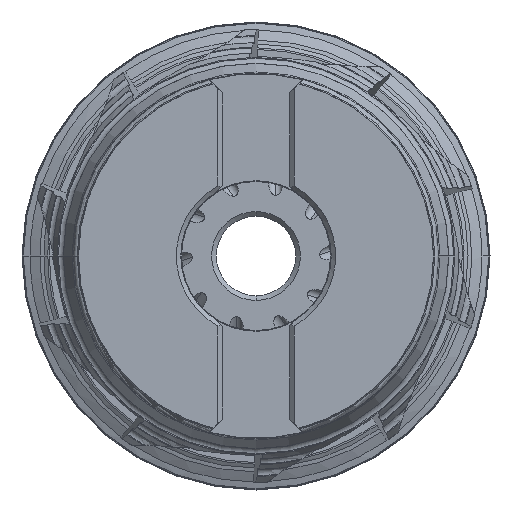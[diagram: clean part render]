
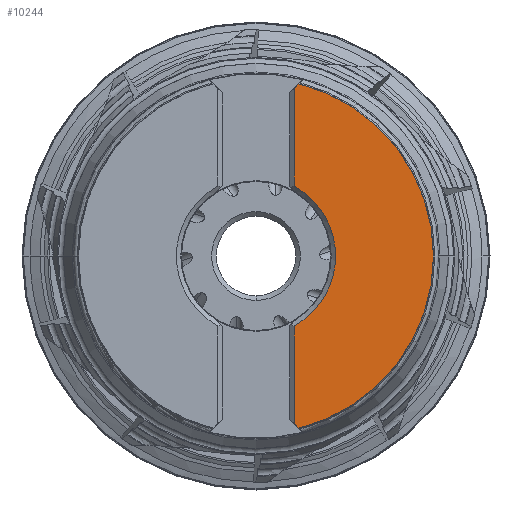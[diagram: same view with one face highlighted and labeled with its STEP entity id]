
A CAD part, left-side view. The second image highlights one B-rep face of the part: STEP entity #10244.
In plain terms, the highlighted planar face has unit normal (-1, 0, 0).
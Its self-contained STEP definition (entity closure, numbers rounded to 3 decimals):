
#192 = CARTESIAN_POINT ( 'NONE',  ( -49., -45., -51.168 ) ) ;
#269 = CIRCLE ( 'NONE', #17905, 17.025 ) ;
#336 = ORIENTED_EDGE ( 'NONE', *, *, #1440, .T. ) ;
#1061 = DIRECTION ( 'NONE',  ( 0., 0., -1. ) ) ;
#1173 = EDGE_CURVE ( 'NONE', #6859, #20744, #19571, .T. ) ;
#1361 = VERTEX_POINT ( 'NONE', #13976 ) ;
#1440 = EDGE_CURVE ( 'NONE', #12008, #1361, #3015, .T. ) ;
#2127 = EDGE_LOOP ( 'NONE', ( #336, #9342, #8101, #9156, #18215, #19578 ) ) ;
#2188 = LINE ( 'NONE', #7118, #17159 ) ;
#2792 = CARTESIAN_POINT ( 'NONE',  ( -49., -7.2, -34.853 ) ) ;
#3015 = CIRCLE ( 'NONE', #12710, 37.922 ) ;
#3128 = AXIS2_PLACEMENT_3D ( 'NONE', #192, #20807, #8963 ) ;
#3723 = VECTOR ( 'NONE', #7610, 1000. ) ;
#4033 = VERTEX_POINT ( 'NONE', #5842 ) ;
#4198 = VERTEX_POINT ( 'NONE', #10242 ) ;
#5337 = CARTESIAN_POINT ( 'NONE',  ( -49., -8.15, 14.948 ) ) ;
#5842 = CARTESIAN_POINT ( 'NONE',  ( -49., -8.15, -14.948 ) ) ;
#6859 = VERTEX_POINT ( 'NONE', #10735 ) ;
#7118 = CARTESIAN_POINT ( 'NONE',  ( -49., -7.2, 34.853 ) ) ;
#7610 = DIRECTION ( 'NONE',  ( 0., 0., -1. ) ) ;
#8101 = ORIENTED_EDGE ( 'NONE', *, *, #1173, .T. ) ;
#8628 = DIRECTION ( 'NONE',  ( 0., 0., -1. ) ) ;
#8889 = DIRECTION ( 'NONE',  ( 0., 0., -1. ) ) ;
#8963 = DIRECTION ( 'NONE',  ( 0., 0., -1. ) ) ;
#9013 = EDGE_CURVE ( 'NONE', #12008, #4198, #14804, .T. ) ;
#9156 = ORIENTED_EDGE ( 'NONE', *, *, #10828, .F. ) ;
#9342 = ORIENTED_EDGE ( 'NONE', *, *, #9642, .F. ) ;
#9642 = EDGE_CURVE ( 'NONE', #6859, #1361, #2188, .T. ) ;
#9657 = DIRECTION ( 'NONE',  ( 0., 0.707, 0.707 ) ) ;
#10242 = CARTESIAN_POINT ( 'NONE',  ( -49., -8.15, -35.803 ) ) ;
#10244 = ADVANCED_FACE ( 'NONE', ( #14359 ), #10434, .F. ) ;
#10330 = CARTESIAN_POINT ( 'NONE',  ( -49., -8.15, -34.853 ) ) ;
#10434 = PLANE ( 'NONE',  #3128 ) ;
#10735 = CARTESIAN_POINT ( 'NONE',  ( -49., -8.15, 35.803 ) ) ;
#10828 = EDGE_CURVE ( 'NONE', #4033, #20744, #269, .T. ) ;
#11015 = CARTESIAN_POINT ( 'NONE',  ( -49., -8.15, 34.853 ) ) ;
#12008 = VERTEX_POINT ( 'NONE', #13649 ) ;
#12710 = AXIS2_PLACEMENT_3D ( 'NONE', #14198, #19737, #1061 ) ;
#13649 = CARTESIAN_POINT ( 'NONE',  ( -49., -9.149, -36.802 ) ) ;
#13976 = CARTESIAN_POINT ( 'NONE',  ( -49., -9.149, 36.802 ) ) ;
#14198 = CARTESIAN_POINT ( 'NONE',  ( -49., 0., 0. ) ) ;
#14359 = FACE_OUTER_BOUND ( 'NONE', #2127, .T. ) ;
#14804 = LINE ( 'NONE', #2792, #19684 ) ;
#16628 = VECTOR ( 'NONE', #8628, 1000. ) ;
#17159 = VECTOR ( 'NONE', #19070, 1000. ) ;
#17638 = LINE ( 'NONE', #10330, #16628 ) ;
#17661 = CARTESIAN_POINT ( 'NONE',  ( -49., 0., 0. ) ) ;
#17781 = DIRECTION ( 'NONE',  ( -1., 0., 0. ) ) ;
#17905 = AXIS2_PLACEMENT_3D ( 'NONE', #17661, #17781, #8889 ) ;
#18215 = ORIENTED_EDGE ( 'NONE', *, *, #21870, .T. ) ;
#19070 = DIRECTION ( 'NONE',  ( 0., -0.707, 0.707 ) ) ;
#19571 = LINE ( 'NONE', #11015, #3723 ) ;
#19578 = ORIENTED_EDGE ( 'NONE', *, *, #9013, .F. ) ;
#19684 = VECTOR ( 'NONE', #9657, 1000. ) ;
#19737 = DIRECTION ( 'NONE',  ( -1., 0., 0. ) ) ;
#20744 = VERTEX_POINT ( 'NONE', #5337 ) ;
#20807 = DIRECTION ( 'NONE',  ( 1., 0., 0. ) ) ;
#21870 = EDGE_CURVE ( 'NONE', #4033, #4198, #17638, .T. ) ;
